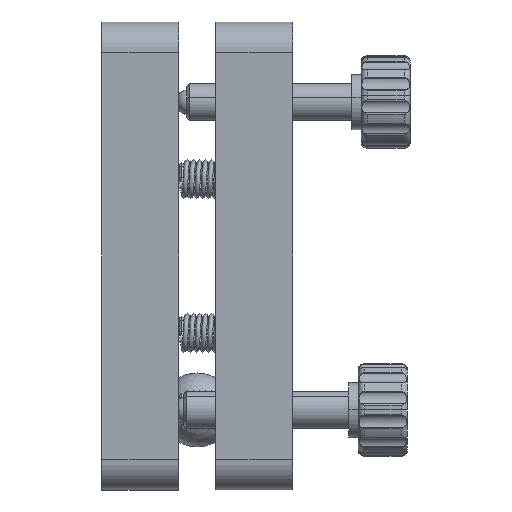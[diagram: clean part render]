
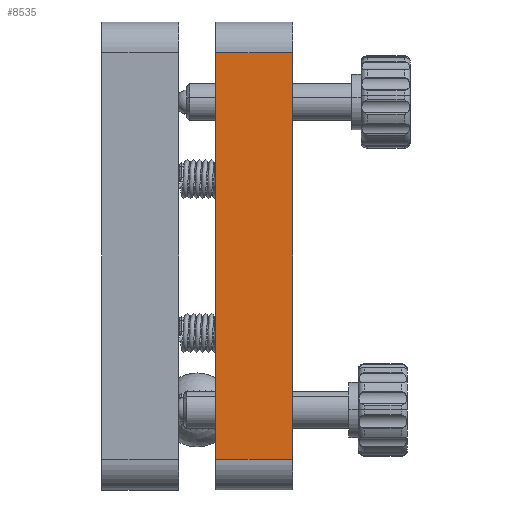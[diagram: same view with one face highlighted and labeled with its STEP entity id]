
A CAD part, left-side view. The second image highlights one B-rep face of the part: STEP entity #8535.
In plain terms, the highlighted planar face has unit normal (-1, 0, 0).
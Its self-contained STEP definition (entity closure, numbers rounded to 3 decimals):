
#704 = DIRECTION ( 'NONE',  ( 0., 1., 0. ) ) ;
#1852 = VERTEX_POINT ( 'NONE', #3912 ) ;
#3912 = CARTESIAN_POINT ( 'NONE',  ( -63.5, 0., -33. ) ) ;
#4671 = EDGE_CURVE ( 'NONE', #32688, #24454, #8967, .T. ) ;
#5199 = VECTOR ( 'NONE', #18134, 1000. ) ;
#7509 = DIRECTION ( 'NONE',  ( 0., 0., 1. ) ) ;
#8535 = ADVANCED_FACE ( 'NONE', ( #29650 ), #17114, .T. ) ;
#8967 = LINE ( 'NONE', #19987, #22624 ) ;
#9504 = DIRECTION ( 'NONE',  ( -1., 0., 0. ) ) ;
#9642 = EDGE_LOOP ( 'NONE', ( #10107, #13986, #22218, #26548 ) ) ;
#10107 = ORIENTED_EDGE ( 'NONE', *, *, #24296, .F. ) ;
#10702 = VECTOR ( 'NONE', #12691, 1000. ) ;
#12691 = DIRECTION ( 'NONE',  ( 0., 1., 0. ) ) ;
#12877 = VERTEX_POINT ( 'NONE', #18757 ) ;
#13986 = ORIENTED_EDGE ( 'NONE', *, *, #29492, .F. ) ;
#15553 = AXIS2_PLACEMENT_3D ( 'NONE', #19683, #9504, #7509 ) ;
#15884 = CARTESIAN_POINT ( 'NONE',  ( -63.5, 0., 33. ) ) ;
#17114 = PLANE ( 'NONE',  #15553 ) ;
#18134 = DIRECTION ( 'NONE',  ( 0., 0., 1. ) ) ;
#18757 = CARTESIAN_POINT ( 'NONE',  ( -63.5, 0., 33. ) ) ;
#18763 = CARTESIAN_POINT ( 'NONE',  ( -63.5, -12.5, 33. ) ) ;
#19683 = CARTESIAN_POINT ( 'NONE',  ( -63.5, -12.5, 33. ) ) ;
#19987 = CARTESIAN_POINT ( 'NONE',  ( -63.5, -12.5, 33. ) ) ;
#22218 = ORIENTED_EDGE ( 'NONE', *, *, #4671, .T. ) ;
#22421 = LINE ( 'NONE', #15884, #5199 ) ;
#22624 = VECTOR ( 'NONE', #24784, 1000. ) ;
#22981 = CARTESIAN_POINT ( 'NONE',  ( -63.5, -12.5, 33. ) ) ;
#23656 = CARTESIAN_POINT ( 'NONE',  ( -63.5, -12.5, -33. ) ) ;
#24296 = EDGE_CURVE ( 'NONE', #1852, #12877, #22421, .T. ) ;
#24342 = VECTOR ( 'NONE', #704, 1000. ) ;
#24454 = VERTEX_POINT ( 'NONE', #18763 ) ;
#24784 = DIRECTION ( 'NONE',  ( 0., 0., 1. ) ) ;
#26438 = CARTESIAN_POINT ( 'NONE',  ( -63.5, -12.5, -33. ) ) ;
#26548 = ORIENTED_EDGE ( 'NONE', *, *, #30019, .T. ) ;
#29128 = LINE ( 'NONE', #23656, #24342 ) ;
#29492 = EDGE_CURVE ( 'NONE', #32688, #1852, #29128, .T. ) ;
#29650 = FACE_OUTER_BOUND ( 'NONE', #9642, .T. ) ;
#30019 = EDGE_CURVE ( 'NONE', #24454, #12877, #33151, .T. ) ;
#32688 = VERTEX_POINT ( 'NONE', #26438 ) ;
#33151 = LINE ( 'NONE', #22981, #10702 ) ;
